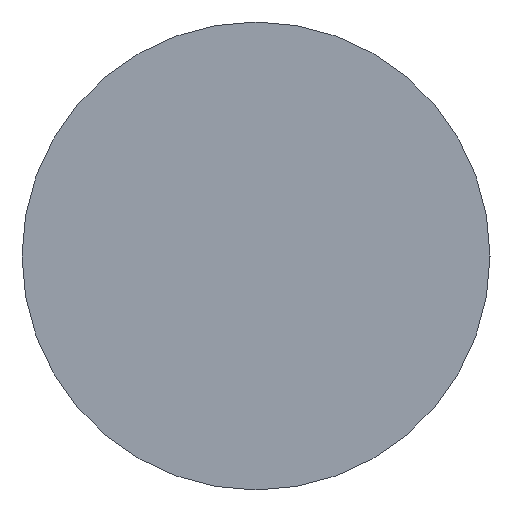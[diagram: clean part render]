
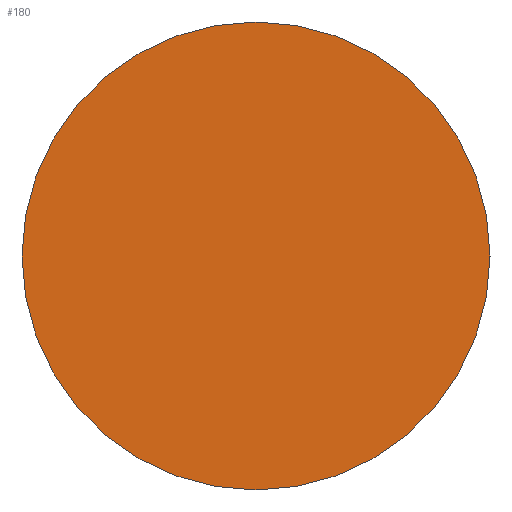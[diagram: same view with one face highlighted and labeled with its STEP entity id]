
A CAD part, left-side view. The second image highlights one B-rep face of the part: STEP entity #180.
In plain terms, the highlighted planar face has unit normal (-1, 0, 0).
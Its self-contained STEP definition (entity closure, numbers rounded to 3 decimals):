
#8 = DIRECTION ( 'NONE',  ( 1., 0., 0. ) ) ;
#15 = EDGE_CURVE ( 'NONE', #43, #29, #68, .T. ) ;
#19 = DIRECTION ( 'NONE',  ( 0., 0., -1. ) ) ;
#29 = VERTEX_POINT ( 'NONE', #64 ) ;
#37 = DIRECTION ( 'NONE',  ( 0., 0., 1. ) ) ;
#43 = VERTEX_POINT ( 'NONE', #175 ) ;
#59 = FACE_OUTER_BOUND ( 'NONE', #66, .T. ) ;
#63 = CARTESIAN_POINT ( 'NONE',  ( 44.32, 26.089, 0. ) ) ;
#64 = CARTESIAN_POINT ( 'NONE',  ( 44.32, 26.089, -5. ) ) ;
#66 = EDGE_LOOP ( 'NONE', ( #147, #145 ) ) ;
#67 = PLANE ( 'NONE',  #119 ) ;
#68 = CIRCLE ( 'NONE', #91, 5. ) ;
#72 = EDGE_CURVE ( 'NONE', #29, #43, #135, .T. ) ;
#75 = AXIS2_PLACEMENT_3D ( 'NONE', #63, #186, #90 ) ;
#89 = CARTESIAN_POINT ( 'NONE',  ( 44.32, 26.089, 0. ) ) ;
#90 = DIRECTION ( 'NONE',  ( 0., 0., 1. ) ) ;
#91 = AXIS2_PLACEMENT_3D ( 'NONE', #89, #129, #37 ) ;
#119 = AXIS2_PLACEMENT_3D ( 'NONE', #152, #8, #19 ) ;
#129 = DIRECTION ( 'NONE',  ( -1., 0., 0. ) ) ;
#135 = CIRCLE ( 'NONE', #75, 5. ) ;
#145 = ORIENTED_EDGE ( 'NONE', *, *, #72, .T. ) ;
#147 = ORIENTED_EDGE ( 'NONE', *, *, #15, .T. ) ;
#152 = CARTESIAN_POINT ( 'NONE',  ( 44.32, 26.089, 0. ) ) ;
#175 = CARTESIAN_POINT ( 'NONE',  ( 44.32, 26.089, 5. ) ) ;
#180 = ADVANCED_FACE ( 'NONE', ( #59 ), #67, .F. ) ;
#186 = DIRECTION ( 'NONE',  ( -1., 0., 0. ) ) ;
